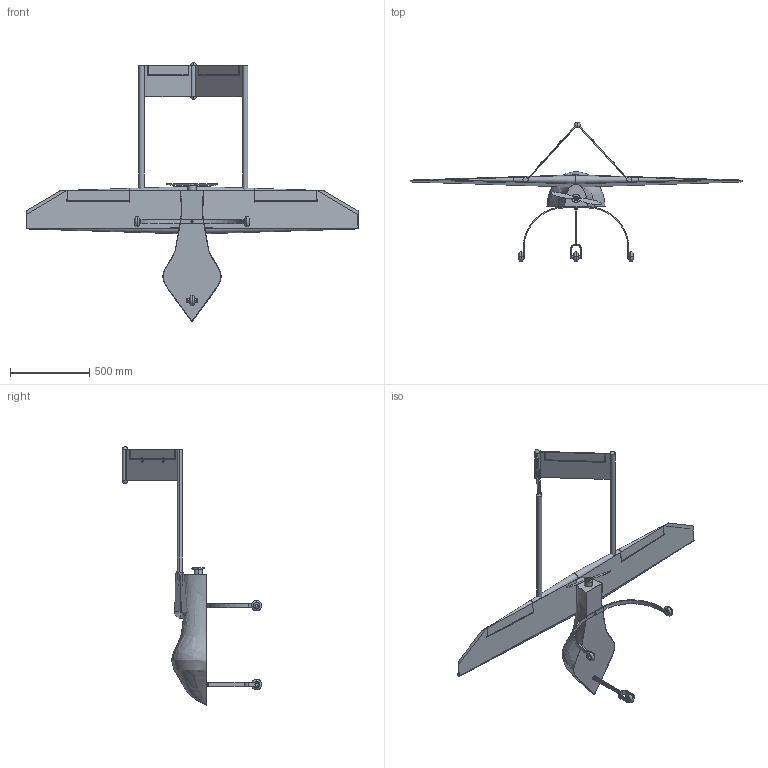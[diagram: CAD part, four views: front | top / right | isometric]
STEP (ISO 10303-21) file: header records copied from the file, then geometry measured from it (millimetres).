
FILE_DESCRIPTION(('FreeCAD Model'),'2;1');
FILE_NAME('Open CASCADE Shape Model','2025-04-26T19:47:33',('FreeCAD'),( 'FreeCAD'),'Open CASCADE STEP processor 7.6','FreeCAD','Unknown');
FILE_SCHEMA(('AUTOMOTIVE_DESIGN { 1 0 10303 214 1 1 1 1 }'));
Products named in the file (1): Open CASCADE STEP translator 7.6 1
Bounding box: 2091.29 x 878.27 x 1628.82 mm (x, y, z)
Volume: 6377322.6 mm3; surface area: 4037413.1 mm2
Topology: 16 solids, 18 shells, 310 faces, 758 edges, 473 vertices
Faces by surface type: bspline 310
Entity records: 161715 total; most frequent: CARTESIAN_POINT 157384, ORIENTED_EDGE 1472, EDGE_CURVE 736, VERTEX_POINT 473, B_SPLINE_CURVE_WITH_KNOTS 439, FACE_BOUND 341, EDGE_LOOP 341, ADVANCED_FACE 310
